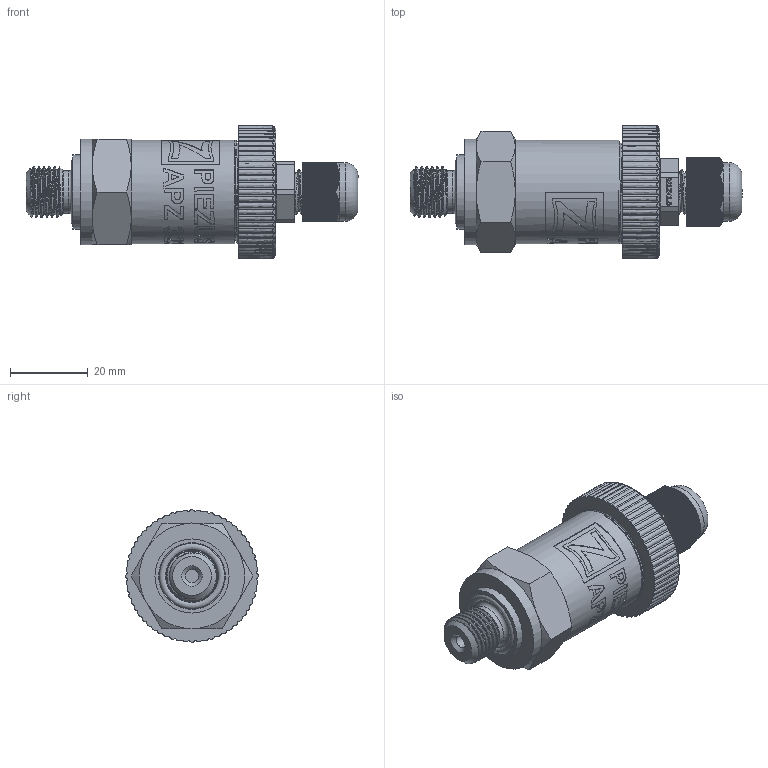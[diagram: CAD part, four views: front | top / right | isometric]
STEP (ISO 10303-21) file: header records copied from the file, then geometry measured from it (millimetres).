
FILE_DESCRIPTION(/* description */ (''),/* implementation_level */ '2;1');
FILE_NAME(/* name */ 'APZ3230_G1''4DIN_CableGland.step',/* time_stamp */ '2021-06-24T09:51:13+03:00',/* author */ (''),/* organization */ (''),/* preprocessor_version */ 'ST-DEVELOPER v18.1',/* originating_system */ 'Autodesk Translation Framework v10.9.0.1377',/* authorisation */ '');
FILE_SCHEMA (('AUTOMOTIVE_DESIGN { 1 0 10303 214 3 1 1 }'));
Length unit declared in the file: millimetre
Products named in the file (8): APZ3230_G1'4DIN_CableGland; G 1/4 DIN; OMAL nut M27x1.5 v8; Ш100.000.001 v3; M12x1.5 Cable gland v3; Cable gland; Rubber gasket; M12 Domed nut
Assembly tree (7 placements, depth 3):
  APZ3230_G1'4DIN_CableGland
    G 1/4 DIN
    OMAL nut M27x1.5 v8
    Ш100.000.001 v3
    M12x1.5 Cable gland v3
      Cable gland
      Rubber gasket
      M12 Domed nut
Bounding box: 85.16 x 34 x 34 mm (x, y, z)
Volume: 35286.5 mm3; surface area: 16118.9 mm2
Topology: 7 solids, 7 shells, 2692 faces, 7865 edges, 5230 vertices
Faces by surface type: plane 1480, cylinder 764, bspline 411, cone 28, torus 8, sphere 1
Full cylindrical faces by diameter (mm): 1 x6, 3.3 x1, 7.5 x1, 8 x1, 9.976 x5, 10 x6, 10.376 x4, 10.526 x1, 11 x1, 11.445 x5, 11.6 x4, 12 x5, 12.6 x1, 15 x1, 16.7 x1, 17 x1, 19 x1, 21.4 x2, 22.4 x1, 24.5 x1, 25.132 x4, 25.526 x4, 26.5 x5, 27 x1, 27.208 x5
Entity records: 128368 total; most frequent: CARTESIAN_POINT 59204, ORIENTED_EDGE 15730, DIRECTION 12787, EDGE_CURVE 7865, VERTEX_POINT 5230, LINE 4457, VECTOR 4457, AXIS2_PLACEMENT_3D 4165
